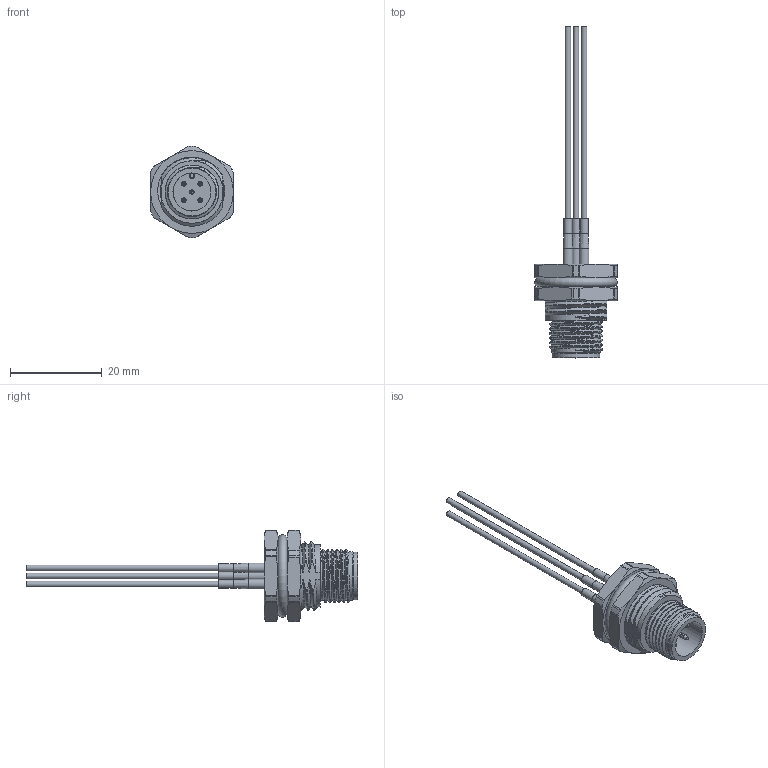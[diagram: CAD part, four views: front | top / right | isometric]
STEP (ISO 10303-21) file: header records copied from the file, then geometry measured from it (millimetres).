
FILE_DESCRIPTION(/* description */ ('Unknown'),/* implementation_level */ '2;1');
FILE_NAME(/* name */ '643452100605',/* time_stamp */ '2021-03-24T17:03:02+01:00',/* author */ ('Unknown'),/* organization */ ('Unknown'),/* preprocessor_version */ 'ST-DEVELOPER v16.7',/* originating_system */ 'DEX',/* authorisation */ $);
FILE_SCHEMA (('AUTOMOTIVE_DESIGN {1 0 10303 214 3 1 1}'));
Length unit declared in the file: millimetre
Products named in the file (14): 6434521006xx; 6431501006xx; 6431501006xx_Housing; 643150100605_insulator; 6430501006xx_Pin; 643xx01004xx_Seal_outer; 643xx01006xx_Nut; 6431501006xx_Glue; Wire 22AWG Brown; Wire 22AWG White; Wire 22AWG Blue; Wire 22AWG Black; Wire 22AWG Grey; 6433521006xx_Shrink tube
Assembly tree (21 placements, depth 3):
  6434521006xx
    6431501006xx
      6431501006xx_Housing
      643150100605_insulator
      6430501006xx_Pin  x5
      643xx01004xx_Seal_outer
      643xx01006xx_Nut
      6431501006xx_Glue
    Wire 22AWG Brown
    Wire 22AWG White
    Wire 22AWG Blue
    Wire 22AWG Black
    Wire 22AWG Grey
    6433521006xx_Shrink tube  x5
Bounding box: 18.07 x 72.5 x 20 mm (x, y, z)
Volume: 3483.2 mm3; surface area: 6905 mm2
Topology: 20 solids, 20 shells, 509 faces, 1161 edges, 752 vertices
Faces by surface type: cylinder 195, plane 185, cone 55, torus 41, bspline 33
Full cylindrical faces by diameter (mm): 0.77 x5, 1 x10, 1.1 x5, 1.245 x5, 1.3 x10, 1.4 x25, 1.42 x5, 1.5 x15, 1.6 x5, 1.7 x10, 1.781 x5, 2.1 x5, 8.3 x1, 9.44 x2, 9.45 x1, 10.45 x1, 10.65 x7, 10.8 x10, 11.1 x4, 11.207 x4
Entity records: 20567 total; most frequent: CARTESIAN_POINT 13561, ORIENTED_EDGE 1284, DIRECTION 1241, EDGE_CURVE 642, AXIS2_PLACEMENT_3D 523, VERTEX_POINT 473, FACE_BOUND 459, EDGE_LOOP 457
